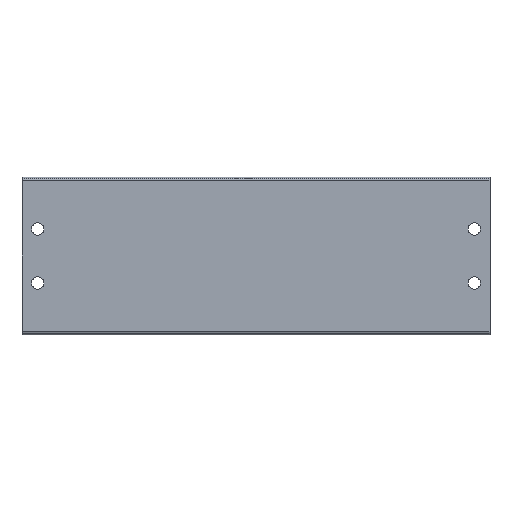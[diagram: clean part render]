
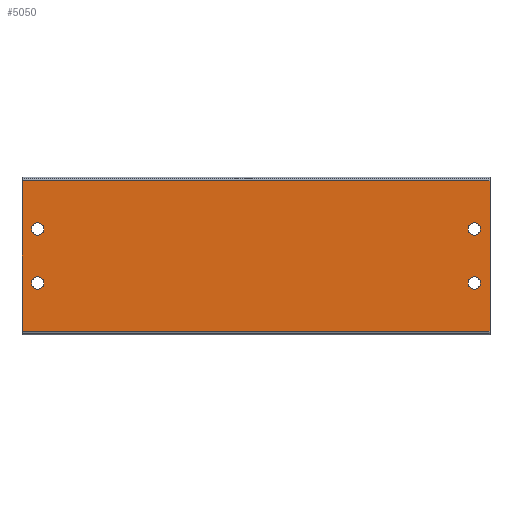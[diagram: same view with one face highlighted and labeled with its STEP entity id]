
A CAD part, front view. The second image highlights one B-rep face of the part: STEP entity #5050.
In plain terms, the highlighted face is planar.
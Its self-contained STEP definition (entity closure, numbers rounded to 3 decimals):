
#141=CARTESIAN_POINT('',(162.25,-17.,-10.));
#142=VERTEX_POINT('',#141);
#151=CARTESIAN_POINT('',(167.75,-17.,-10.));
#152=VERTEX_POINT('',#151);
#153=CARTESIAN_POINT('',(165.,-17.,-10.));
#154=DIRECTION('',(0.0,0.0,1.0));
#155=DIRECTION('',(-1.0,0.0,0.0));
#156=AXIS2_PLACEMENT_3D('',#153,#154,#155);
#157=CIRCLE('',#156,2.75);
#158=EDGE_CURVE('',#152,#142,#157,.T.);
#183=CARTESIAN_POINT('',(-31.75,-17.0,-10.));
#184=VERTEX_POINT('',#183);
#193=CARTESIAN_POINT('',(-26.25,-17.0,-10.));
#194=VERTEX_POINT('',#193);
#195=CARTESIAN_POINT('',(-29.,-17.0,-10.));
#196=DIRECTION('',(0.0,0.0,1.0));
#197=DIRECTION('',(-1.0,0.0,0.0));
#198=AXIS2_PLACEMENT_3D('',#195,#196,#197);
#199=CIRCLE('',#198,2.75);
#200=EDGE_CURVE('',#194,#184,#199,.T.);
#225=CARTESIAN_POINT('',(-31.75,7.,-10.));
#226=VERTEX_POINT('',#225);
#235=CARTESIAN_POINT('',(-26.25,7.,-10.));
#236=VERTEX_POINT('',#235);
#237=CARTESIAN_POINT('',(-29.,7.,-10.));
#238=DIRECTION('',(0.0,0.0,1.0));
#239=DIRECTION('',(-1.0,0.0,0.0));
#240=AXIS2_PLACEMENT_3D('',#237,#238,#239);
#241=CIRCLE('',#240,2.75);
#242=EDGE_CURVE('',#236,#226,#241,.T.);
#267=CARTESIAN_POINT('',(162.25,7.,-10.));
#268=VERTEX_POINT('',#267);
#277=CARTESIAN_POINT('',(167.75,7.,-10.));
#278=VERTEX_POINT('',#277);
#279=CARTESIAN_POINT('',(165.,7.,-10.));
#280=DIRECTION('',(0.0,0.0,1.0));
#281=DIRECTION('',(-1.0,0.0,0.0));
#282=AXIS2_PLACEMENT_3D('',#279,#280,#281);
#283=CIRCLE('',#282,2.75);
#284=EDGE_CURVE('',#278,#268,#283,.T.);
#4803=CARTESIAN_POINT('',(-36.0,-38.5,-10.0));
#4804=VERTEX_POINT('',#4803);
#4812=CARTESIAN_POINT('',(172.,-38.5,-10.0));
#4813=VERTEX_POINT('',#4812);
#4814=CARTESIAN_POINT('',(-36.0,-38.5,-10.0));
#4815=DIRECTION('',(1.0,0.0,0.0));
#4816=VECTOR('',#4815,208.);
#4817=LINE('',#4814,#4816);
#4818=EDGE_CURVE('',#4804,#4813,#4817,.T.);
#4929=CARTESIAN_POINT('',(172.,28.5,-10.0));
#4930=VERTEX_POINT('',#4929);
#4938=CARTESIAN_POINT('',(-36.0,28.5,-10.0));
#4939=VERTEX_POINT('',#4938);
#4940=CARTESIAN_POINT('',(172.,28.5,-10.0));
#4941=DIRECTION('',(-1.0,0.0,0.0));
#4942=VECTOR('',#4941,208.);
#4943=LINE('',#4940,#4942);
#4944=EDGE_CURVE('',#4930,#4939,#4943,.T.);
#4989=CARTESIAN_POINT('',(68.,-5.,-10.));
#4990=DIRECTION('',(0.0,0.0,1.0));
#4991=DIRECTION('',(1.0,0.0,0.0));
#4992=AXIS2_PLACEMENT_3D('',#4989,#4990,#4991);
#4993=PLANE('',#4992);
#4994=ORIENTED_EDGE('',*,*,#4944,.F.);
#4995=CARTESIAN_POINT('',(172.,-38.5,-10.0));
#4996=DIRECTION('',(0.0,1.0,0.0));
#4997=VECTOR('',#4996,67.);
#4998=LINE('',#4995,#4997);
#4999=EDGE_CURVE('',#4813,#4930,#4998,.T.);
#5000=ORIENTED_EDGE('',*,*,#4999,.F.);
#5001=ORIENTED_EDGE('',*,*,#4818,.F.);
#5002=CARTESIAN_POINT('',(-36.0,28.5,-10.0));
#5003=DIRECTION('',(0.0,-1.0,0.0));
#5004=VECTOR('',#5003,67.0);
#5005=LINE('',#5002,#5004);
#5006=EDGE_CURVE('',#4939,#4804,#5005,.T.);
#5007=ORIENTED_EDGE('',*,*,#5006,.F.);
#5008=EDGE_LOOP('',(#4994,#5000,#5001,#5007));
#5009=FACE_OUTER_BOUND('',#5008,.T.);
#5010=ORIENTED_EDGE('',*,*,#158,.T.);
#5011=CARTESIAN_POINT('',(165.,-17.,-10.));
#5012=DIRECTION('',(0.0,0.0,1.0));
#5013=DIRECTION('',(-1.0,0.0,0.0));
#5014=AXIS2_PLACEMENT_3D('',#5011,#5012,#5013);
#5015=CIRCLE('',#5014,2.75);
#5016=EDGE_CURVE('',#142,#152,#5015,.T.);
#5017=ORIENTED_EDGE('',*,*,#5016,.T.);
#5018=EDGE_LOOP('',(#5010,#5017));
#5019=FACE_BOUND('',#5018,.T.);
#5020=ORIENTED_EDGE('',*,*,#200,.T.);
#5021=CARTESIAN_POINT('',(-29.,-17.0,-10.));
#5022=DIRECTION('',(0.0,0.0,1.0));
#5023=DIRECTION('',(-1.0,0.0,0.0));
#5024=AXIS2_PLACEMENT_3D('',#5021,#5022,#5023);
#5025=CIRCLE('',#5024,2.75);
#5026=EDGE_CURVE('',#184,#194,#5025,.T.);
#5027=ORIENTED_EDGE('',*,*,#5026,.T.);
#5028=EDGE_LOOP('',(#5020,#5027));
#5029=FACE_BOUND('',#5028,.T.);
#5030=ORIENTED_EDGE('',*,*,#242,.T.);
#5031=CARTESIAN_POINT('',(-29.,7.,-10.));
#5032=DIRECTION('',(0.0,0.0,1.0));
#5033=DIRECTION('',(-1.0,0.0,0.0));
#5034=AXIS2_PLACEMENT_3D('',#5031,#5032,#5033);
#5035=CIRCLE('',#5034,2.75);
#5036=EDGE_CURVE('',#226,#236,#5035,.T.);
#5037=ORIENTED_EDGE('',*,*,#5036,.T.);
#5038=EDGE_LOOP('',(#5030,#5037));
#5039=FACE_BOUND('',#5038,.T.);
#5040=ORIENTED_EDGE('',*,*,#284,.T.);
#5041=CARTESIAN_POINT('',(165.,7.,-10.));
#5042=DIRECTION('',(0.0,0.0,1.0));
#5043=DIRECTION('',(-1.0,0.0,0.0));
#5044=AXIS2_PLACEMENT_3D('',#5041,#5042,#5043);
#5045=CIRCLE('',#5044,2.75);
#5046=EDGE_CURVE('',#268,#278,#5045,.T.);
#5047=ORIENTED_EDGE('',*,*,#5046,.T.);
#5048=EDGE_LOOP('',(#5040,#5047));
#5049=FACE_BOUND('',#5048,.T.);
#5050=ADVANCED_FACE('',(#5009,#5019,#5029,#5039,#5049),#4993,.F.);
